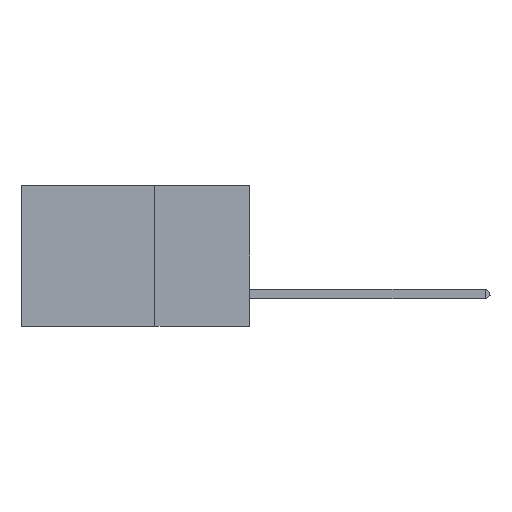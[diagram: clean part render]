
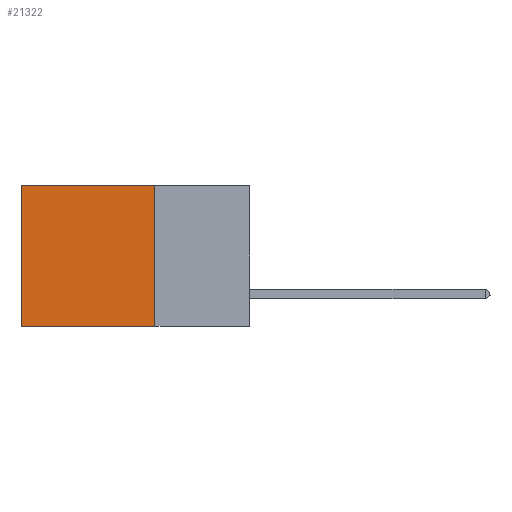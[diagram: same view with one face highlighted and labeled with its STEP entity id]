
A CAD part, left-side view. The second image highlights one B-rep face of the part: STEP entity #21322.
In plain terms, the highlighted planar face has unit normal (-1, 0, 0).
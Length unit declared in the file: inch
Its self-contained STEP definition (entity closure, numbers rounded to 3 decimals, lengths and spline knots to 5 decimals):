
#1565 = LINE ( 'NONE', #33040, #5075 ) ;
#2438 = VERTEX_POINT ( 'NONE', #17952 ) ;
#2858 = ORIENTED_EDGE ( 'NONE', *, *, #3972, .F. ) ;
#2884 = EDGE_CURVE ( 'NONE', #23581, #4085, #35551, .T. ) ;
#3972 = EDGE_CURVE ( 'NONE', #2438, #23581, #1565, .T. ) ;
#4085 = VERTEX_POINT ( 'NONE', #14398 ) ;
#5075 = VECTOR ( 'NONE', #27410, 39.37008 ) ;
#6798 = EDGE_CURVE ( 'NONE', #2438, #30926, #25948, .T. ) ;
#8171 = VECTOR ( 'NONE', #31074, 39.37008 ) ;
#9276 = FACE_OUTER_BOUND ( 'NONE', #9468, .T. ) ;
#9468 = EDGE_LOOP ( 'NONE', ( #18084, #12995, #2858, #10463 ) ) ;
#10463 = ORIENTED_EDGE ( 'NONE', *, *, #6798, .T. ) ;
#11351 = CARTESIAN_POINT ( 'NONE',  ( 0.2875, 0.25, -0.37 ) ) ;
#12995 = ORIENTED_EDGE ( 'NONE', *, *, #2884, .F. ) ;
#14048 = LINE ( 'NONE', #29468, #26819 ) ;
#14398 = CARTESIAN_POINT ( 'NONE',  ( 0.2875, 0.6, -0.37 ) ) ;
#15986 = CARTESIAN_POINT ( 'NONE',  ( 0.2875, 0.25, -0.37 ) ) ;
#17952 = CARTESIAN_POINT ( 'NONE',  ( 0.2875, 0.25, 0. ) ) ;
#18084 = ORIENTED_EDGE ( 'NONE', *, *, #22858, .T. ) ;
#21322 = ADVANCED_FACE ( 'NONE', ( #9276 ), #24922, .F. ) ;
#21962 = CARTESIAN_POINT ( 'NONE',  ( 0.2875, 0.6, 0. ) ) ;
#22858 = EDGE_CURVE ( 'NONE', #30926, #4085, #14048, .T. ) ;
#22861 = VECTOR ( 'NONE', #33013, 39.37008 ) ;
#23581 = VERTEX_POINT ( 'NONE', #15986 ) ;
#24922 = PLANE ( 'NONE',  #26742 ) ;
#25043 = DIRECTION ( 'NONE',  ( 1., 0., 0. ) ) ;
#25948 = LINE ( 'NONE', #32888, #22861 ) ;
#26742 = AXIS2_PLACEMENT_3D ( 'NONE', #30858, #25043, #33358 ) ;
#26819 = VECTOR ( 'NONE', #32179, 39.37008 ) ;
#27410 = DIRECTION ( 'NONE',  ( 0., 0., -1. ) ) ;
#29468 = CARTESIAN_POINT ( 'NONE',  ( 0.2875, 0.6, 0. ) ) ;
#30858 = CARTESIAN_POINT ( 'NONE',  ( 0.2875, 0.25, 0. ) ) ;
#30926 = VERTEX_POINT ( 'NONE', #21962 ) ;
#31074 = DIRECTION ( 'NONE',  ( 0., 1., 0. ) ) ;
#32179 = DIRECTION ( 'NONE',  ( 0., 0., -1. ) ) ;
#32888 = CARTESIAN_POINT ( 'NONE',  ( 0.2875, 0.25, 0. ) ) ;
#33013 = DIRECTION ( 'NONE',  ( 0., 1., 0. ) ) ;
#33040 = CARTESIAN_POINT ( 'NONE',  ( 0.2875, 0.25, 0. ) ) ;
#33358 = DIRECTION ( 'NONE',  ( 0., 0., -1. ) ) ;
#35551 = LINE ( 'NONE', #11351, #8171 ) ;
